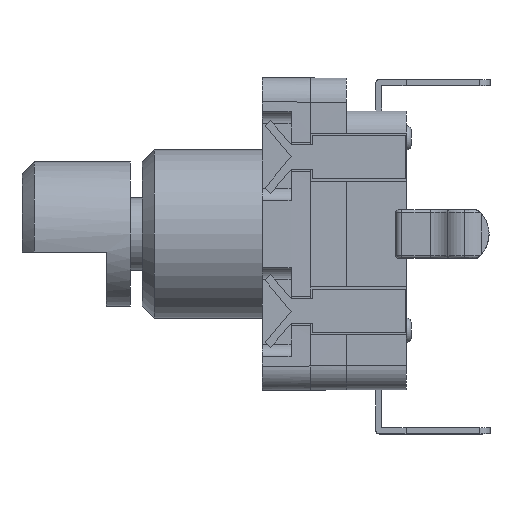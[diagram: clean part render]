
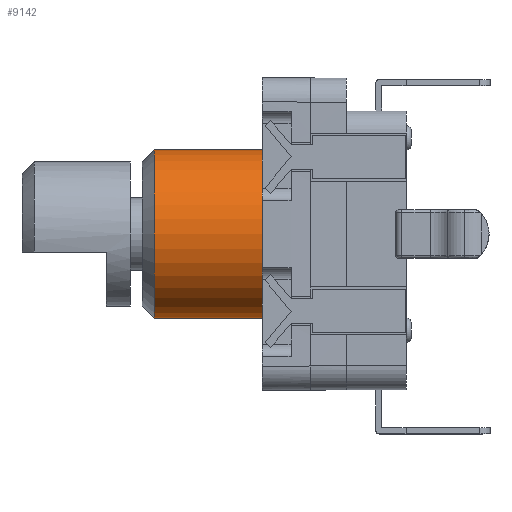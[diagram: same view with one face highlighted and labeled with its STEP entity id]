
A CAD part, left-side view. The second image highlights one B-rep face of the part: STEP entity #9142.
In plain terms, the highlighted cylindrical face has radius 3.5 mm (diameter 7 mm), a partial arc.
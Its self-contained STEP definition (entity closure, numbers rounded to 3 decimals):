
#285 = EDGE_CURVE ( 'NONE', #6450, #12072, #5244, .T. ) ;
#464 = CARTESIAN_POINT ( 'NONE',  ( 0., 0., -3.5 ) ) ;
#643 = ORIENTED_EDGE ( 'NONE', *, *, #6585, .T. ) ;
#1605 = DIRECTION ( 'NONE',  ( 0., 0., -1. ) ) ;
#1612 = DIRECTION ( 'NONE',  ( 0., -1., 0. ) ) ;
#1642 = AXIS2_PLACEMENT_3D ( 'NONE', #11880, #5771, #8670 ) ;
#1662 = VECTOR ( 'NONE', #7913, 1000. ) ;
#1870 = EDGE_CURVE ( 'NONE', #5418, #12072, #11717, .T. ) ;
#2570 = CARTESIAN_POINT ( 'NONE',  ( 0., 5., 0. ) ) ;
#2735 = AXIS2_PLACEMENT_3D ( 'NONE', #2570, #11980, #1605 ) ;
#3022 = ORIENTED_EDGE ( 'NONE', *, *, #285, .T. ) ;
#3061 = ORIENTED_EDGE ( 'NONE', *, *, #1870, .F. ) ;
#3229 = DIRECTION ( 'NONE',  ( 0., -1., 0. ) ) ;
#4298 = CYLINDRICAL_SURFACE ( 'NONE', #2735, 3.5 ) ;
#4466 = EDGE_LOOP ( 'NONE', ( #3061, #7016, #643, #3022 ) ) ;
#5116 = LINE ( 'NONE', #5381, #10442 ) ;
#5170 = CARTESIAN_POINT ( 'NONE',  ( 0., 0., 3.5 ) ) ;
#5244 = CIRCLE ( 'NONE', #1642, 3.5 ) ;
#5381 = CARTESIAN_POINT ( 'NONE',  ( 0., 5., -3.5 ) ) ;
#5418 = VERTEX_POINT ( 'NONE', #5558 ) ;
#5558 = CARTESIAN_POINT ( 'NONE',  ( 0., 4.5, 3.5 ) ) ;
#5771 = DIRECTION ( 'NONE',  ( 0., 1., 0. ) ) ;
#6044 = CARTESIAN_POINT ( 'NONE',  ( 0., 5., 3.5 ) ) ;
#6117 = AXIS2_PLACEMENT_3D ( 'NONE', #8859, #3229, #9833 ) ;
#6365 = CIRCLE ( 'NONE', #6117, 3.5 ) ;
#6450 = VERTEX_POINT ( 'NONE', #464 ) ;
#6585 = EDGE_CURVE ( 'NONE', #10346, #6450, #5116, .T. ) ;
#7016 = ORIENTED_EDGE ( 'NONE', *, *, #8982, .T. ) ;
#7913 = DIRECTION ( 'NONE',  ( 0., -1., 0. ) ) ;
#8670 = DIRECTION ( 'NONE',  ( 0., 0., 1. ) ) ;
#8859 = CARTESIAN_POINT ( 'NONE',  ( 0., 4.5, 0. ) ) ;
#8982 = EDGE_CURVE ( 'NONE', #5418, #10346, #6365, .T. ) ;
#9142 = ADVANCED_FACE ( 'NONE', ( #11844 ), #4298, .T. ) ;
#9833 = DIRECTION ( 'NONE',  ( 0., 0., 1. ) ) ;
#10346 = VERTEX_POINT ( 'NONE', #11544 ) ;
#10442 = VECTOR ( 'NONE', #1612, 1000. ) ;
#11544 = CARTESIAN_POINT ( 'NONE',  ( 0., 4.5, -3.5 ) ) ;
#11717 = LINE ( 'NONE', #6044, #1662 ) ;
#11844 = FACE_OUTER_BOUND ( 'NONE', #4466, .T. ) ;
#11880 = CARTESIAN_POINT ( 'NONE',  ( 0., 0., 0. ) ) ;
#11980 = DIRECTION ( 'NONE',  ( 0., -1., 0. ) ) ;
#12072 = VERTEX_POINT ( 'NONE', #5170 ) ;
